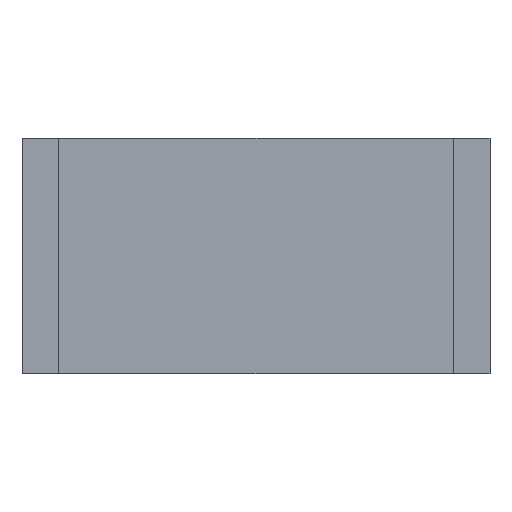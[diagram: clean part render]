
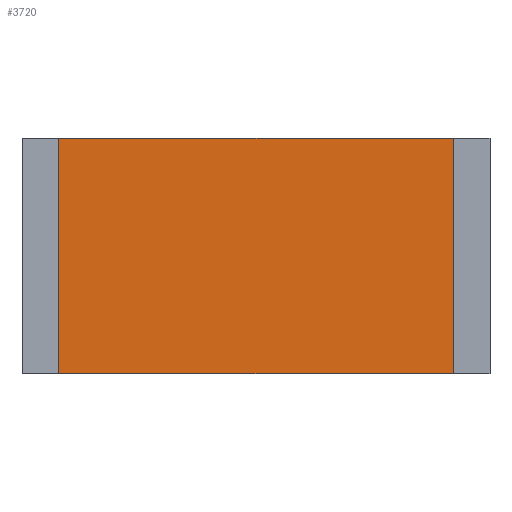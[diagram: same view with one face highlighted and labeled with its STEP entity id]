
A CAD part, front view. The second image highlights one B-rep face of the part: STEP entity #3720.
In plain terms, the highlighted planar face has unit normal (0, -1, 0).
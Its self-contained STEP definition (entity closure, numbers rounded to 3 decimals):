
#115=DIRECTION('',(-1.,0.,0.));
#116=VECTOR('',#115,5.35);
#117=CARTESIAN_POINT('',(2.675,0.02,-1.6));
#118=LINE('',#117,#116);
#136=DIRECTION('',(-1.,0.,0.));
#137=VECTOR('',#136,5.35);
#138=CARTESIAN_POINT('',(2.675,0.02,1.6));
#139=LINE('',#138,#137);
#178=DIRECTION('',(0.,0.,-1.));
#179=VECTOR('',#178,3.2);
#180=CARTESIAN_POINT('',(2.675,0.02,1.6));
#181=LINE('',#180,#179);
#185=DIRECTION('',(0.,0.,-1.));
#186=VECTOR('',#185,3.2);
#187=CARTESIAN_POINT('',(-2.675,0.02,1.6));
#188=LINE('',#187,#186);
#3010=CARTESIAN_POINT('',(2.675,0.02,1.6));
#3011=VERTEX_POINT('',#3010);
#3012=CARTESIAN_POINT('',(-2.675,0.02,1.6));
#3013=VERTEX_POINT('',#3012);
#3018=CARTESIAN_POINT('',(2.675,0.02,-1.6));
#3019=VERTEX_POINT('',#3018);
#3020=CARTESIAN_POINT('',(-2.675,0.02,-1.6));
#3021=VERTEX_POINT('',#3020);
#3708=CARTESIAN_POINT('',(2.675,0.02,1.6));
#3709=DIRECTION('',(0.,1.,0.));
#3710=DIRECTION('',(-1.,0.,0.));
#3711=AXIS2_PLACEMENT_3D('',#3708,#3709,#3710);
#3712=PLANE('',#3711);
#3713=ORIENTED_EDGE('',*,*,#3686,.F.);
#3714=ORIENTED_EDGE('',*,*,#3606,.T.);
#3715=ORIENTED_EDGE('',*,*,#3649,.T.);
#3717=ORIENTED_EDGE('',*,*,#3716,.F.);
#3718=EDGE_LOOP('',(#3713,#3714,#3715,#3717));
#3719=FACE_OUTER_BOUND('',#3718,.F.);
#3720=ADVANCED_FACE('',(#3719),#3712,.F.);
#3606=EDGE_CURVE('',#3011,#3019,#181,.T.);
#3649=EDGE_CURVE('',#3019,#3021,#118,.T.);
#3686=EDGE_CURVE('',#3011,#3013,#139,.T.);
#3716=EDGE_CURVE('',#3013,#3021,#188,.T.);
